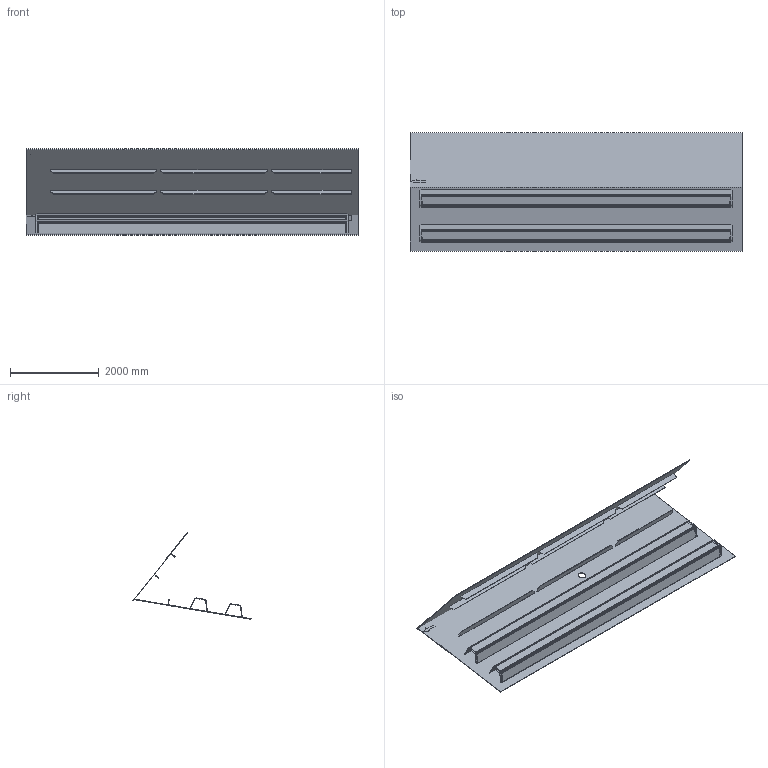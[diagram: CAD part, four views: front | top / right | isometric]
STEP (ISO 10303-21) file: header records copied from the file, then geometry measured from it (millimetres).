
FILE_DESCRIPTION(('FreeCAD Model'),'2;1');
FILE_NAME('Open CASCADE Shape Model','2022-12-02T17:10:14',('Author'),( ''),'Open CASCADE STEP processor 7.5','FreeCAD','Unknown');
FILE_SCHEMA(('AUTOMOTIVE_DESIGN { 1 0 10303 214 1 1 1 1 }'));
Length unit declared in the file: millimetre
Products named in the file (20): segment_1; N018; N017; N6; N016; N015; N014; N2; N1; 底板指向板; N013; N3; N012; N011; N010; N7; N009; N8; N5; 顶板指向板
Assembly tree (19 placements, depth 2):
  segment_1
    N018
    N017
    N6
    N016
    N015
    N014
    N2
    N1
    底板指向板
    N013
    N3
    N012
    N011
    N010
    N7
    N009
    N8
    N5
    顶板指向板
Bounding box: 7500 x 2667.38 x 1957.02 mm (x, y, z)
Volume: 529635537.7 mm3; surface area: 96931673.5 mm2
Topology: 19 solids, 19 shells, 263 faces, 675 edges, 450 vertices
Faces by surface type: plane 263
Entity records: 17098 total; most frequent: CARTESIAN_POINT 2758, DIRECTION 2591, LINE 2025, VECTOR 2025, ORIENTED_EDGE 1350, PCURVE 1350, DEFINITIONAL_REPRESENTATION 1350, EDGE_CURVE 675
